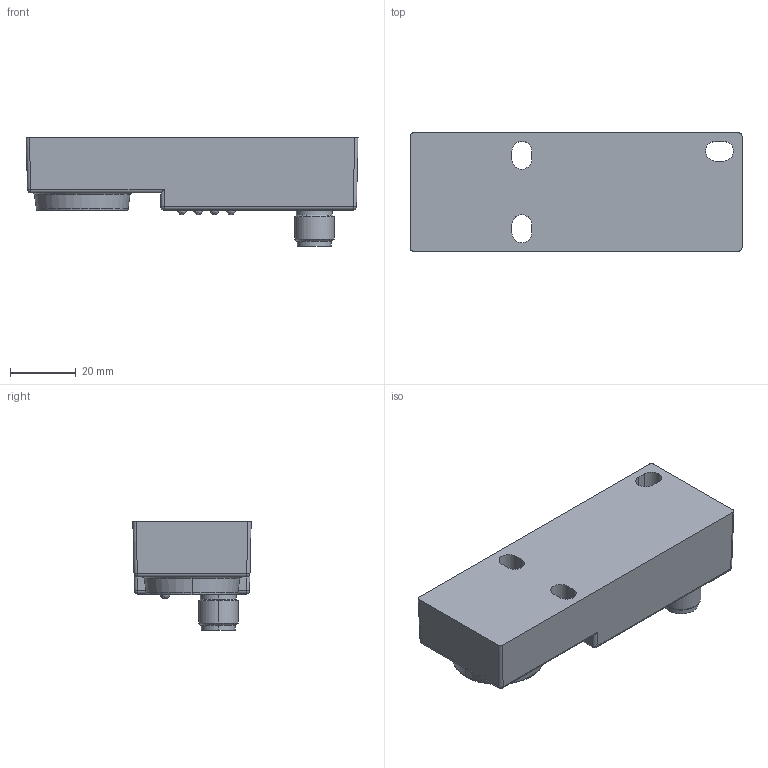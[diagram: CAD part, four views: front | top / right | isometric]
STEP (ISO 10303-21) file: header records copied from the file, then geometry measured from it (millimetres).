
FILE_DESCRIPTION (( 'STEP AP203' ), '1' );
FILE_NAME ('360E.STEP', '2013-09-10T11:23:26', ( 'Haig_DELL_Lap' ), ( '' ), 'SwSTEP 2.0', 'SolidWorks 2005354', '' );
FILE_SCHEMA (( 'CONFIG_CONTROL_DESIGN' ));
Length unit declared in the file: millimetre
Products named in the file (3): P41 Basis_Standard; 360_Standard; 360E
Assembly tree (2 placements, depth 2):
  360E
    P41 Basis_Standard
    360_Standard
Bounding box: 101 x 36 x 33 mm (x, y, z)
Volume: 71190.6 mm3; surface area: 16510.4 mm2
Topology: 2 solids, 2 shells, 243 faces, 599 edges, 369 vertices
Faces by surface type: plane 116, cylinder 80, bspline 28, cone 15, torus 4
Entity records: 7668 total; most frequent: CARTESIAN_POINT 1756, DIRECTION 1174, ORIENTED_EDGE 1156, EDGE_CURVE 578, AXIS2_PLACEMENT_3D 407, VERTEX_POINT 369, LINE 360, VECTOR 360
